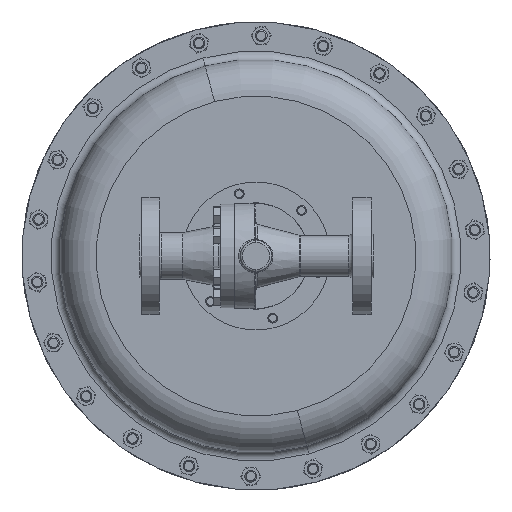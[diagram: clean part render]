
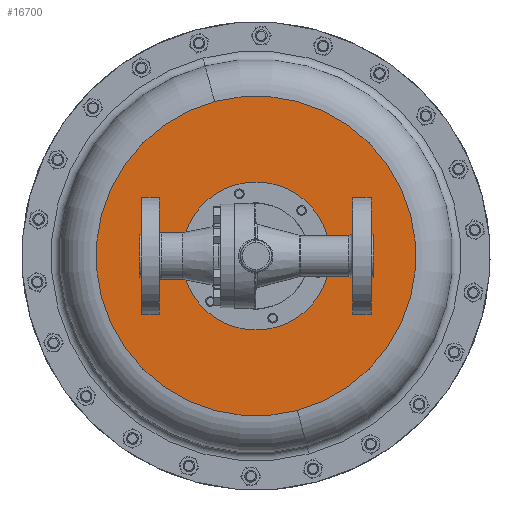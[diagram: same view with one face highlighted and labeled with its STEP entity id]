
A CAD part, front view. The second image highlights one B-rep face of the part: STEP entity #16700.
In plain terms, the highlighted planar face has unit normal (0, -1, 0).
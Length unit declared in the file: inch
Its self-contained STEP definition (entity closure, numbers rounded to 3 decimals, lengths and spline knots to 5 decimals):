
#32 = AXIS2_PLACEMENT_3D ( 'NONE', #26340, #10003, #29115 ) ;
#385 = CARTESIAN_POINT ( 'NONE',  ( -1.52587, 9.12924, 9.07585 ) ) ;
#876 = AXIS2_PLACEMENT_3D ( 'NONE', #34120, #17752, #1457 ) ;
#1033 = EDGE_LOOP ( 'NONE', ( #31794, #2398 ) ) ;
#1457 = DIRECTION ( 'NONE',  ( -0.259, 0., 0.966 ) ) ;
#1814 = EDGE_LOOP ( 'NONE', ( #21794, #12357 ) ) ;
#2398 = ORIENTED_EDGE ( 'NONE', *, *, #21144, .T. ) ;
#2445 = AXIS2_PLACEMENT_3D ( 'NONE', #9721, #28821, #12437 ) ;
#2944 = CARTESIAN_POINT ( 'NONE',  ( -0.19942, 9.12924, 4.12548 ) ) ;
#5671 = DIRECTION ( 'NONE',  ( -0.259, 0., 0.966 ) ) ;
#6304 = CIRCLE ( 'NONE', #2445, 2.375 ) ;
#7780 = CARTESIAN_POINT ( 'NONE',  ( -1.8788, 9.12924, 5.80486 ) ) ;
#7813 = EDGE_CURVE ( 'NONE', #20295, #18046, #13701, .T. ) ;
#9615 = PLANE ( 'NONE',  #19183 ) ;
#9721 = CARTESIAN_POINT ( 'NONE',  ( -0.19942, 9.12924, 4.12548 ) ) ;
#10003 = DIRECTION ( 'NONE',  ( 0., 1., 0. ) ) ;
#10925 = VERTEX_POINT ( 'NONE', #385 ) ;
#12345 = DIRECTION ( 'NONE',  ( 0.259, 0., -0.966 ) ) ;
#12357 = ORIENTED_EDGE ( 'NONE', *, *, #14357, .F. ) ;
#12437 = DIRECTION ( 'NONE',  ( 0.707, 0., -0.707 ) ) ;
#13653 = AXIS2_PLACEMENT_3D ( 'NONE', #2944, #21970, #5671 ) ;
#13701 = CIRCLE ( 'NONE', #32, 2.375 ) ;
#14357 = EDGE_CURVE ( 'NONE', #25709, #10925, #26389, .T. ) ;
#16700 = ADVANCED_FACE ( 'NONE', ( #20269, #27577 ), #9615, .T. ) ;
#17752 = DIRECTION ( 'NONE',  ( 0., 1., 0. ) ) ;
#18046 = VERTEX_POINT ( 'NONE', #26069 ) ;
#19183 = AXIS2_PLACEMENT_3D ( 'NONE', #23203, #28708, #12345 ) ;
#20269 = FACE_OUTER_BOUND ( 'NONE', #1814, .T. ) ;
#20295 = VERTEX_POINT ( 'NONE', #7780 ) ;
#21144 = EDGE_CURVE ( 'NONE', #18046, #20295, #6304, .T. ) ;
#21794 = ORIENTED_EDGE ( 'NONE', *, *, #35329, .F. ) ;
#21970 = DIRECTION ( 'NONE',  ( 0., 1., 0. ) ) ;
#23203 = CARTESIAN_POINT ( 'NONE',  ( 4.75095, 9.12924, 5.45193 ) ) ;
#25709 = VERTEX_POINT ( 'NONE', #28985 ) ;
#26069 = CARTESIAN_POINT ( 'NONE',  ( 1.47996, 9.12924, 2.4461 ) ) ;
#26340 = CARTESIAN_POINT ( 'NONE',  ( -0.19942, 9.12924, 4.12548 ) ) ;
#26389 = CIRCLE ( 'NONE', #876, 5.125 ) ;
#27577 = FACE_BOUND ( 'NONE', #1033, .T. ) ;
#28708 = DIRECTION ( 'NONE',  ( 0., -1., 0. ) ) ;
#28821 = DIRECTION ( 'NONE',  ( 0., 1., 0. ) ) ;
#28985 = CARTESIAN_POINT ( 'NONE',  ( 1.12703, 9.12924, -0.82489 ) ) ;
#29115 = DIRECTION ( 'NONE',  ( 0.707, 0., -0.707 ) ) ;
#31794 = ORIENTED_EDGE ( 'NONE', *, *, #7813, .T. ) ;
#34120 = CARTESIAN_POINT ( 'NONE',  ( -0.19942, 9.12924, 4.12548 ) ) ;
#34733 = CIRCLE ( 'NONE', #13653, 5.125 ) ;
#35329 = EDGE_CURVE ( 'NONE', #10925, #25709, #34733, .T. ) ;
